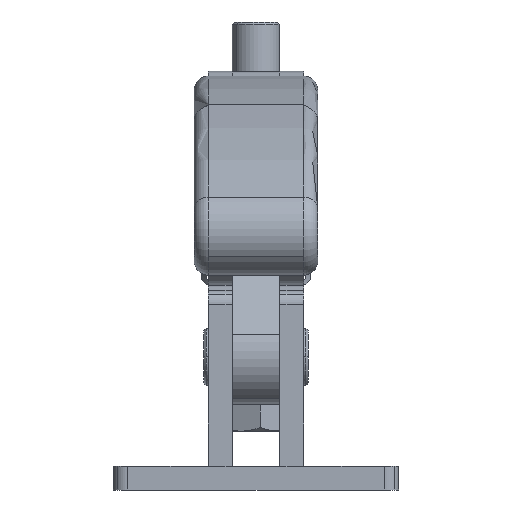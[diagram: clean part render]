
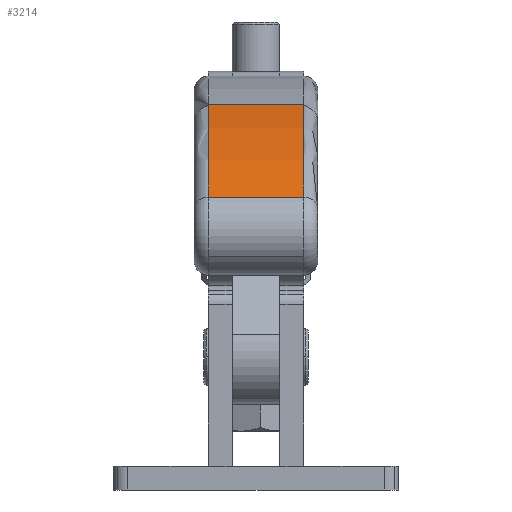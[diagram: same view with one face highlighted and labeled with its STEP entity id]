
A CAD part, left-side view. The second image highlights one B-rep face of the part: STEP entity #3214.
In plain terms, the highlighted cylindrical face has radius 133 mm (diameter 266 mm), a partial arc.
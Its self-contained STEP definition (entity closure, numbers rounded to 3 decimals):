
#3173=CARTESIAN_POINT('',(-222.441,-168.866,56.425));
#3174=DIRECTION('',(0.,-1.0,0.));
#3175=DIRECTION('',(-0.296,0.,0.955));
#3176=AXIS2_PLACEMENT_3D('',#3173,#3174,#3175);
#3177=CYLINDRICAL_SURFACE('',#3176,133.);
#3178=CARTESIAN_POINT('',(-261.815,-171.866,183.463));
#3179=VERTEX_POINT('',#3178);
#3180=CARTESIAN_POINT('',(-261.815,-191.866,183.463));
#3181=VERTEX_POINT('',#3180);
#3182=CARTESIAN_POINT('',(-261.815,-171.866,183.463));
#3183=DIRECTION('',(0.0,-1.0,0.0));
#3184=VECTOR('',#3183,20.0);
#3185=LINE('',#3182,#3184);
#3186=EDGE_CURVE('',#3179,#3181,#3185,.T.);
#3187=ORIENTED_EDGE('',*,*,#3186,.F.);
#3188=CARTESIAN_POINT('',(-300.711,-171.866,163.955));
#3189=VERTEX_POINT('',#3188);
#3190=CARTESIAN_POINT('',(-222.441,-171.866,56.425));
#3191=DIRECTION('',(0.,1.,0.));
#3192=DIRECTION('',(-0.296,0.,0.955));
#3193=AXIS2_PLACEMENT_3D('',#3190,#3191,#3192);
#3194=CIRCLE('',#3193,133.);
#3195=EDGE_CURVE('',#3189,#3179,#3194,.T.);
#3196=ORIENTED_EDGE('',*,*,#3195,.F.);
#3197=CARTESIAN_POINT('',(-300.711,-191.866,163.955));
#3198=VERTEX_POINT('',#3197);
#3199=CARTESIAN_POINT('',(-300.711,-171.866,163.955));
#3200=DIRECTION('',(0.0,-1.0,0.0));
#3201=VECTOR('',#3200,20.0);
#3202=LINE('',#3199,#3201);
#3203=EDGE_CURVE('',#3189,#3198,#3202,.T.);
#3204=ORIENTED_EDGE('',*,*,#3203,.T.);
#3205=CARTESIAN_POINT('',(-222.441,-191.866,56.425));
#3206=DIRECTION('',(0.,-1.,0.));
#3207=DIRECTION('',(-0.296,0.,0.955));
#3208=AXIS2_PLACEMENT_3D('',#3205,#3206,#3207);
#3209=CIRCLE('',#3208,133.);
#3210=EDGE_CURVE('',#3181,#3198,#3209,.T.);
#3211=ORIENTED_EDGE('',*,*,#3210,.F.);
#3212=EDGE_LOOP('',(#3187,#3196,#3204,#3211));
#3213=FACE_OUTER_BOUND('',#3212,.T.);
#3214=ADVANCED_FACE('',(#3213),#3177,.T.);
